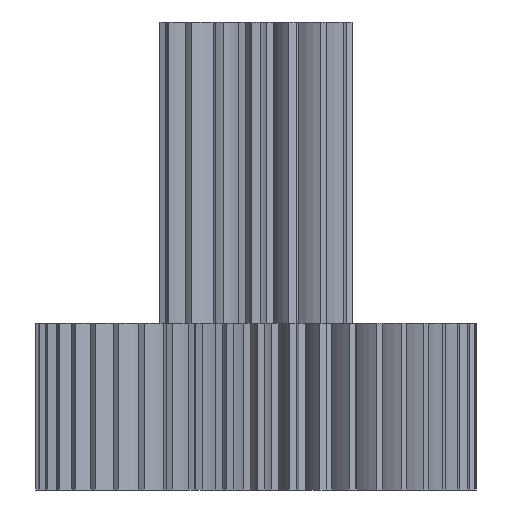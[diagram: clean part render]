
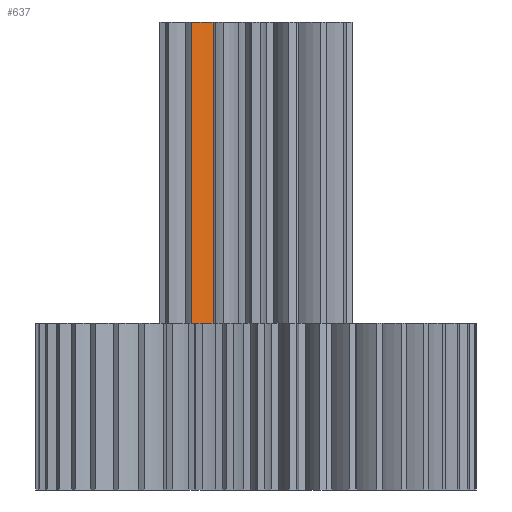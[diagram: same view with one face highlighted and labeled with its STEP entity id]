
A CAD part, left-side view. The second image highlights one B-rep face of the part: STEP entity #637.
In plain terms, the highlighted cylindrical face has radius 4.678 mm (diameter 9.355 mm), a partial arc.
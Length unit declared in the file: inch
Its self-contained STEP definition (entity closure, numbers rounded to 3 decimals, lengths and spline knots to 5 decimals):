
#577=CARTESIAN_POINT('',(-0.20736,0.19001,-0.881));
#578=VERTEX_POINT('',#577);
#586=CARTESIAN_POINT('',(-0.20736,0.19001,0.0));
#587=VERTEX_POINT('',#586);
#588=CARTESIAN_POINT('',(-0.20736,0.19001,-0.881));
#589=DIRECTION('',(0.0,0.0,1.0));
#590=VECTOR('',#589,0.881);
#591=LINE('',#588,#590);
#592=EDGE_CURVE('',#578,#587,#591,.T.);
#605=CARTESIAN_POINT('',(-0.03303,0.2494,-1.762));
#606=DIRECTION('',(0.0,0.0,1.0));
#607=DIRECTION('',(0.707,0.707,0.0));
#608=AXIS2_PLACEMENT_3D('',#605,#606,#607);
#609=CYLINDRICAL_SURFACE('',#608,0.18416);
#610=CARTESIAN_POINT('',(-0.16943,0.12566,-0.881));
#611=VERTEX_POINT('',#610);
#612=CARTESIAN_POINT('',(-0.03303,0.2494,-0.881));
#613=DIRECTION('',(0.0,0.0,-1.0));
#614=DIRECTION('',(-0.707,-0.707,0.0));
#615=AXIS2_PLACEMENT_3D('',#612,#613,#614);
#616=CIRCLE('',#615,0.18416);
#617=EDGE_CURVE('',#611,#578,#616,.T.);
#618=ORIENTED_EDGE('',*,*,#617,.F.);
#619=CARTESIAN_POINT('',(-0.16943,0.12566,0.0));
#620=VERTEX_POINT('',#619);
#621=CARTESIAN_POINT('',(-0.16943,0.12566,-0.881));
#622=DIRECTION('',(0.0,0.0,1.0));
#623=VECTOR('',#622,0.881);
#624=LINE('',#621,#623);
#625=EDGE_CURVE('',#611,#620,#624,.T.);
#626=ORIENTED_EDGE('',*,*,#625,.T.);
#627=CARTESIAN_POINT('',(-0.03303,0.2494,0.0));
#628=DIRECTION('',(0.0,0.0,1.0));
#629=DIRECTION('',(0.707,0.707,0.0));
#630=AXIS2_PLACEMENT_3D('',#627,#628,#629);
#631=CIRCLE('',#630,0.18416);
#632=EDGE_CURVE('',#587,#620,#631,.T.);
#633=ORIENTED_EDGE('',*,*,#632,.F.);
#634=ORIENTED_EDGE('',*,*,#592,.F.);
#635=EDGE_LOOP('',(#618,#626,#633,#634));
#636=FACE_OUTER_BOUND('',#635,.T.);
#637=ADVANCED_FACE('',(#636),#609,.T.);
